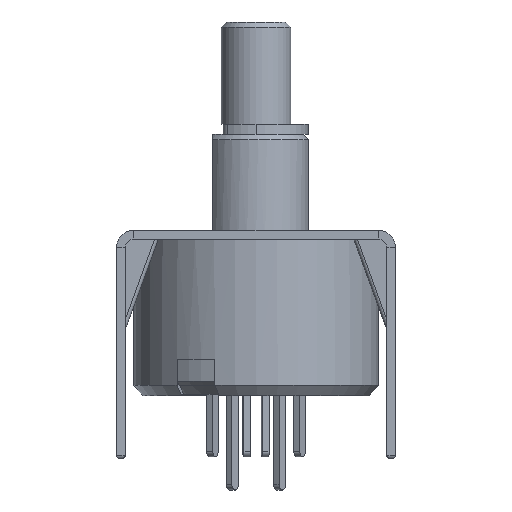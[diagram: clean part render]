
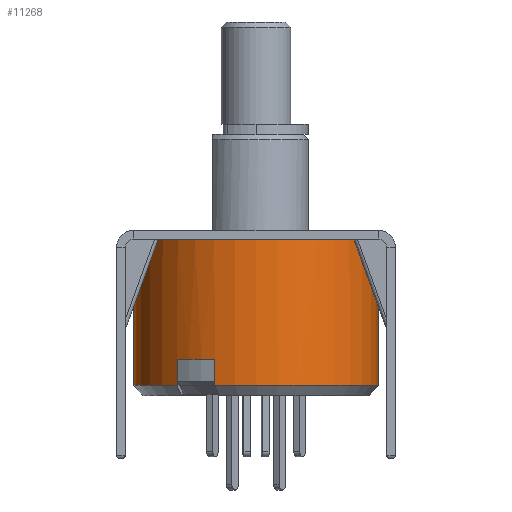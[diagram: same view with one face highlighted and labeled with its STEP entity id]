
A CAD part, front view. The second image highlights one B-rep face of the part: STEP entity #11268.
In plain terms, the highlighted cylindrical face has radius 7 mm (diameter 14 mm), a partial arc.
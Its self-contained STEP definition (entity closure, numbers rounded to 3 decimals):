
#148 = CARTESIAN_POINT ( 'NONE',  ( -7., 0., 9. ) ) ;
#302 = VECTOR ( 'NONE', #5017, 1000. ) ;
#354 = DIRECTION ( 'NONE',  ( -1., 0., 0. ) ) ;
#529 = DIRECTION ( 'NONE',  ( 1., 0., 0. ) ) ;
#677 = LINE ( 'NONE', #1698, #7162 ) ;
#720 = CARTESIAN_POINT ( 'NONE',  ( 0., 0., -5.9 ) ) ;
#818 = CARTESIAN_POINT ( 'NONE',  ( 0., 0., -7.4 ) ) ;
#913 = CARTESIAN_POINT ( 'NONE',  ( -4.526, -5.34, -7.4 ) ) ;
#1229 = DIRECTION ( 'NONE',  ( -1., 0., 0. ) ) ;
#1278 = VERTEX_POINT ( 'NONE', #10598 ) ;
#1337 = LINE ( 'NONE', #148, #3225 ) ;
#1644 = CARTESIAN_POINT ( 'NONE',  ( 7., 0., 0.95 ) ) ;
#1698 = CARTESIAN_POINT ( 'NONE',  ( -2.361, -6.59, 9. ) ) ;
#1946 = AXIS2_PLACEMENT_3D ( 'NONE', #818, #4214, #529 ) ;
#2129 = VERTEX_POINT ( 'NONE', #9266 ) ;
#2330 = FACE_OUTER_BOUND ( 'NONE', #11682, .T. ) ;
#2520 = EDGE_CURVE ( 'NONE', #7596, #6551, #10052, .T. ) ;
#2857 = EDGE_CURVE ( 'NONE', #7077, #4170, #3288, .T. ) ;
#2939 = CARTESIAN_POINT ( 'NONE',  ( -7., 0., -7.4 ) ) ;
#3124 = CARTESIAN_POINT ( 'NONE',  ( 0., 0., -7.4 ) ) ;
#3193 = AXIS2_PLACEMENT_3D ( 'NONE', #720, #7166, #9127 ) ;
#3225 = VECTOR ( 'NONE', #7545, 1000. ) ;
#3245 = LINE ( 'NONE', #9545, #6104 ) ;
#3288 = CIRCLE ( 'NONE', #4385, 7. ) ;
#4170 = VERTEX_POINT ( 'NONE', #9677 ) ;
#4214 = DIRECTION ( 'NONE',  ( 0., 0., -1. ) ) ;
#4385 = AXIS2_PLACEMENT_3D ( 'NONE', #3124, #6778, #9542 ) ;
#4410 = ORIENTED_EDGE ( 'NONE', *, *, #9294, .T. ) ;
#4459 = DIRECTION ( 'NONE',  ( 0., 0., -1. ) ) ;
#4472 = ORIENTED_EDGE ( 'NONE', *, *, #2857, .F. ) ;
#4844 = EDGE_CURVE ( 'NONE', #8433, #7077, #3245, .T. ) ;
#5017 = DIRECTION ( 'NONE',  ( 0., 0., 1. ) ) ;
#5067 = AXIS2_PLACEMENT_3D ( 'NONE', #5817, #10511, #1229 ) ;
#5193 = EDGE_CURVE ( 'NONE', #9357, #1278, #5220, .T. ) ;
#5220 = CIRCLE ( 'NONE', #3193, 7. ) ;
#5817 = CARTESIAN_POINT ( 'NONE',  ( 0., 0., 9. ) ) ;
#6100 = CIRCLE ( 'NONE', #6839, 7. ) ;
#6104 = VECTOR ( 'NONE', #10389, 1000. ) ;
#6439 = ORIENTED_EDGE ( 'NONE', *, *, #10582, .T. ) ;
#6551 = VERTEX_POINT ( 'NONE', #2939 ) ;
#6664 = EDGE_CURVE ( 'NONE', #1278, #4170, #677, .T. ) ;
#6733 = DIRECTION ( 'NONE',  ( 0., 0., -1. ) ) ;
#6778 = DIRECTION ( 'NONE',  ( 0., 0., -1. ) ) ;
#6839 = AXIS2_PLACEMENT_3D ( 'NONE', #8722, #6733, #354 ) ;
#7077 = VERTEX_POINT ( 'NONE', #10761 ) ;
#7162 = VECTOR ( 'NONE', #4459, 1000. ) ;
#7166 = DIRECTION ( 'NONE',  ( 0., 0., 1. ) ) ;
#7477 = ORIENTED_EDGE ( 'NONE', *, *, #8654, .T. ) ;
#7545 = DIRECTION ( 'NONE',  ( 0., 0., -1. ) ) ;
#7596 = VERTEX_POINT ( 'NONE', #913 ) ;
#8433 = VERTEX_POINT ( 'NONE', #1644 ) ;
#8654 = EDGE_CURVE ( 'NONE', #8433, #2129, #6100, .T. ) ;
#8722 = CARTESIAN_POINT ( 'NONE',  ( 0., 0., 0.95 ) ) ;
#9127 = DIRECTION ( 'NONE',  ( -1., 0., 0. ) ) ;
#9235 = ORIENTED_EDGE ( 'NONE', *, *, #2520, .F. ) ;
#9266 = CARTESIAN_POINT ( 'NONE',  ( -7., 0., 0.95 ) ) ;
#9294 = EDGE_CURVE ( 'NONE', #2129, #6551, #1337, .T. ) ;
#9357 = VERTEX_POINT ( 'NONE', #9595 ) ;
#9542 = DIRECTION ( 'NONE',  ( 1., 0., 0. ) ) ;
#9545 = CARTESIAN_POINT ( 'NONE',  ( 7., 0., 9. ) ) ;
#9595 = CARTESIAN_POINT ( 'NONE',  ( -4.526, -5.34, -5.9 ) ) ;
#9677 = CARTESIAN_POINT ( 'NONE',  ( -2.361, -6.59, -7.4 ) ) ;
#9720 = CARTESIAN_POINT ( 'NONE',  ( -4.526, -5.34, 9. ) ) ;
#10052 = CIRCLE ( 'NONE', #1946, 7. ) ;
#10389 = DIRECTION ( 'NONE',  ( 0., 0., -1. ) ) ;
#10511 = DIRECTION ( 'NONE',  ( 0., 0., -1. ) ) ;
#10582 = EDGE_CURVE ( 'NONE', #7596, #9357, #11253, .T. ) ;
#10598 = CARTESIAN_POINT ( 'NONE',  ( -2.361, -6.59, -5.9 ) ) ;
#10761 = CARTESIAN_POINT ( 'NONE',  ( 7., 0., -7.4 ) ) ;
#10804 = ORIENTED_EDGE ( 'NONE', *, *, #4844, .F. ) ;
#11090 = CYLINDRICAL_SURFACE ( 'NONE', #5067, 7. ) ;
#11221 = ORIENTED_EDGE ( 'NONE', *, *, #6664, .T. ) ;
#11253 = LINE ( 'NONE', #9720, #302 ) ;
#11268 = ADVANCED_FACE ( 'NONE', ( #2330 ), #11090, .T. ) ;
#11503 = ORIENTED_EDGE ( 'NONE', *, *, #5193, .T. ) ;
#11682 = EDGE_LOOP ( 'NONE', ( #10804, #7477, #4410, #9235, #6439, #11503, #11221, #4472 ) ) ;
